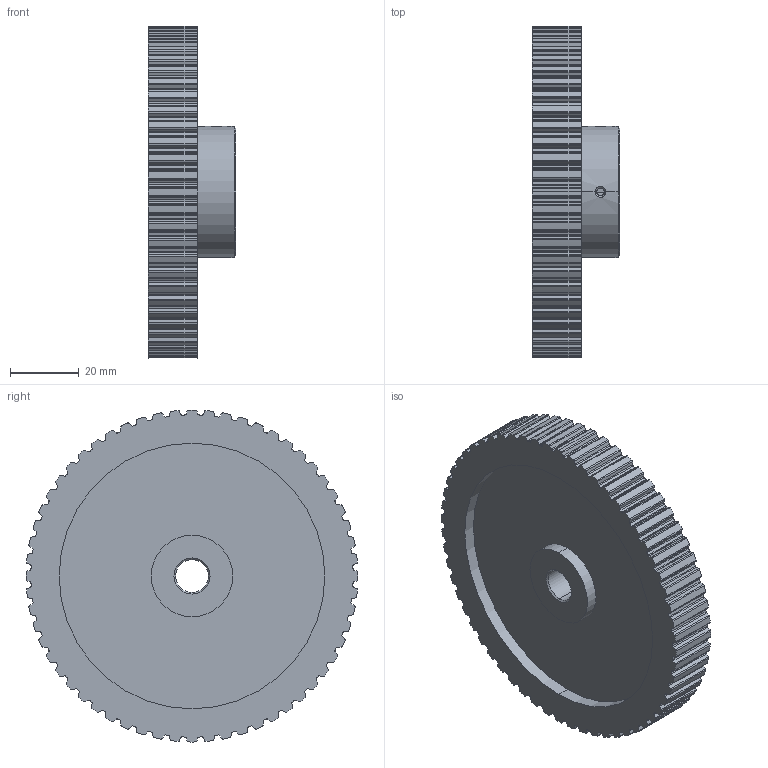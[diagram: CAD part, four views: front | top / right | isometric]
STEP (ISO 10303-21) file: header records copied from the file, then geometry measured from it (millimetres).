
FILE_DESCRIPTION (( 'STEP AP214' ), '1' );
FILE_NAME ('APB60XL037B-375.step', '2015-04-08T21:03:03', ( '' ), ( '' ), 'SwSTEP 2.0', 'SolidWorks 2014', '' );
FILE_SCHEMA (( 'AUTOMOTIVE_DESIGN' ));
Length unit declared in the file: inch
Products named in the file (1): APB60XL037B-375
Bounding box: 25.4 x 96.52 x 96.52 mm (x, y, z)
Volume: 82385.6 mm3; surface area: 25680 mm2
Topology: 1 solids, 1 shells, 558 faces, 1649 edges, 1096 vertices
Faces by surface type: cylinder 421, plane 127, cone 6, bspline 4
Entity records: 21019 total; most frequent: CARTESIAN_POINT 5270, DIRECTION 3579, ORIENTED_EDGE 3298, EDGE_CURVE 1649, AXIS2_PLACEMENT_3D 1395, VERTEX_POINT 1096, CIRCLE 840, VECTOR 789
